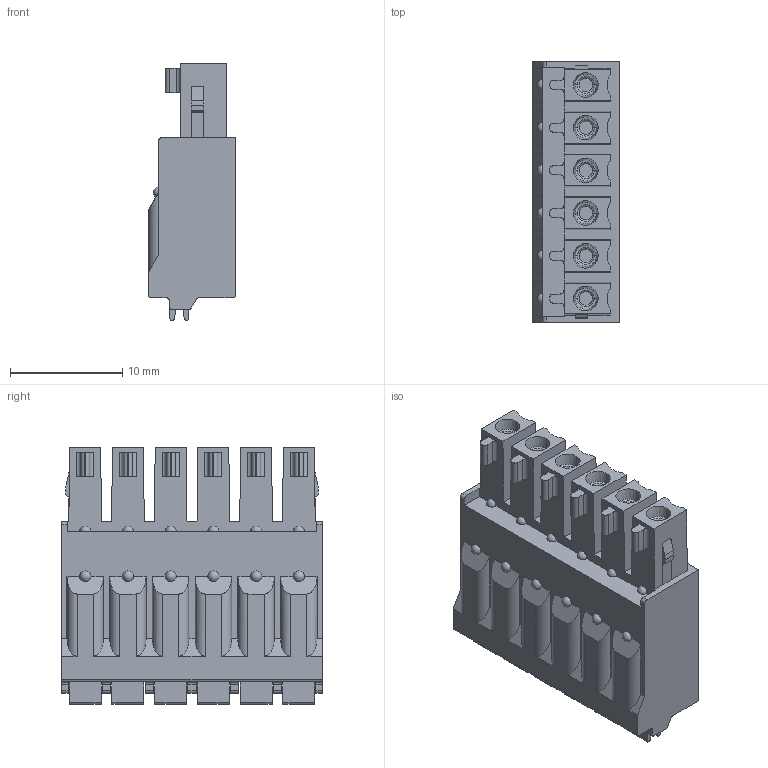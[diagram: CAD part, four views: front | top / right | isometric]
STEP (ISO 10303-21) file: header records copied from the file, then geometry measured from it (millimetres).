
FILE_DESCRIPTION((''),'2;1');
FILE_NAME('TLPS-107-04P-X','2024-09-20T',('sheji'),(''),'PRO/ENGINEER BY PARAMETRIC TECHNOLOGY CORPORATION, 2015240','PRO/ENGINEER BY PARAMETRIC TECHNOLOGY CORPORATION, 2015240','');
FILE_SCHEMA(('CONFIG_CONTROL_DESIGN'));
Length unit declared in the file: millimetre
Products named in the file (1): TLPS-107-04P-X
Bounding box: 7.75 x 23.25 x 22.9 mm (x, y, z)
Volume: 2758 mm3; surface area: 2213.8 mm2
Topology: 1 solids, 1 shells, 415 faces, 1164 edges, 768 vertices
Faces by surface type: plane 213, cylinder 142, cone 36, torus 12, sphere 12
Entity records: 13742 total; most frequent: CARTESIAN_POINT 2733, DIRECTION 2350, ORIENTED_EDGE 2304, EDGE_CURVE 1152, AXIS2_PLACEMENT_3D 831, VERTEX_POINT 768, VECTOR 688, LINE 688
